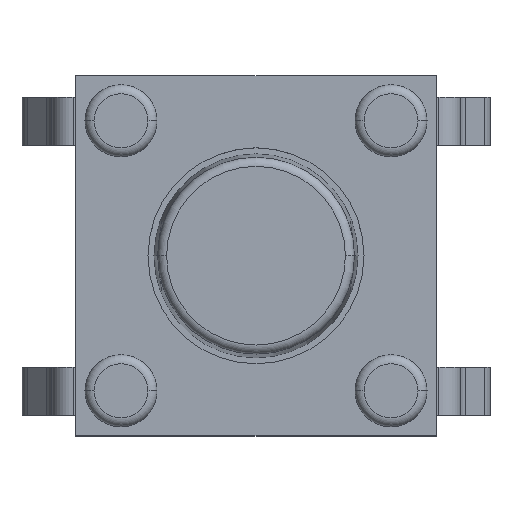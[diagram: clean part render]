
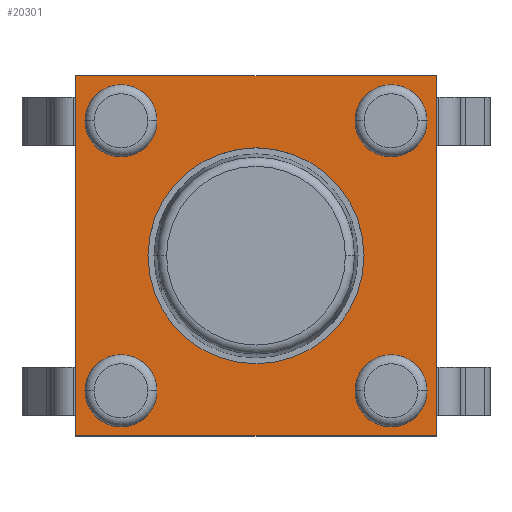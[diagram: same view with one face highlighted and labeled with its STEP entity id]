
A CAD part, top view. The second image highlights one B-rep face of the part: STEP entity #20301.
In plain terms, the highlighted planar face has unit normal (0, 0, 1).
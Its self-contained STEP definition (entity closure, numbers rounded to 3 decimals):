
#332 = ORIENTED_EDGE ( 'NONE', *, *, #1834, .F. ) ;
#421 = EDGE_CURVE ( 'NONE', #15077, #1701, #9313, .T. ) ;
#437 = DIRECTION ( 'NONE',  ( 1., 0., 0. ) ) ;
#649 = EDGE_CURVE ( 'NONE', #14960, #8373, #7833, .T. ) ;
#798 = DIRECTION ( 'NONE',  ( 0., 0., -1. ) ) ;
#1152 = CARTESIAN_POINT ( 'NONE',  ( 0., 0., 3.5 ) ) ;
#1183 = EDGE_CURVE ( 'NONE', #16456, #15720, #17069, .T. ) ;
#1270 = PLANE ( 'NONE',  #14890 ) ;
#1319 = CARTESIAN_POINT ( 'NONE',  ( 3., -3., 3.5 ) ) ;
#1513 = CIRCLE ( 'NONE', #13643, 0.6 ) ;
#1701 = VERTEX_POINT ( 'NONE', #14257 ) ;
#1738 = DIRECTION ( 'NONE',  ( -1., 0., 0. ) ) ;
#1834 = EDGE_CURVE ( 'NONE', #10216, #19346, #22440, .T. ) ;
#1930 = CARTESIAN_POINT ( 'NONE',  ( 2.85, 2.25, 3.5 ) ) ;
#2045 = DIRECTION ( 'NONE',  ( 0., 0., 1. ) ) ;
#2124 = CARTESIAN_POINT ( 'NONE',  ( -1.65, 2.25, 3.5 ) ) ;
#2386 = CARTESIAN_POINT ( 'NONE',  ( -3., -3., 3.5 ) ) ;
#2442 = DIRECTION ( 'NONE',  ( -1., 0., 0. ) ) ;
#2486 = ORIENTED_EDGE ( 'NONE', *, *, #2952, .T. ) ;
#2514 = ORIENTED_EDGE ( 'NONE', *, *, #5656, .F. ) ;
#2708 = AXIS2_PLACEMENT_3D ( 'NONE', #2807, #2045, #437 ) ;
#2777 = CARTESIAN_POINT ( 'NONE',  ( 0., 0., 3.5 ) ) ;
#2807 = CARTESIAN_POINT ( 'NONE',  ( 0., 0., 3.5 ) ) ;
#2952 = EDGE_CURVE ( 'NONE', #21916, #14842, #9260, .T. ) ;
#3130 = EDGE_LOOP ( 'NONE', ( #21969, #8730 ) ) ;
#3349 = CARTESIAN_POINT ( 'NONE',  ( 1.8, 0., 3.5 ) ) ;
#3409 = EDGE_CURVE ( 'NONE', #15720, #16456, #5838, .T. ) ;
#3497 = CARTESIAN_POINT ( 'NONE',  ( -3., -3., 3.5 ) ) ;
#3528 = ORIENTED_EDGE ( 'NONE', *, *, #15169, .F. ) ;
#3702 = CARTESIAN_POINT ( 'NONE',  ( -2.25, -2.25, 3.5 ) ) ;
#3858 = EDGE_LOOP ( 'NONE', ( #3528, #15972 ) ) ;
#4255 = FACE_BOUND ( 'NONE', #3130, .T. ) ;
#5272 = VECTOR ( 'NONE', #12700, 1000. ) ;
#5656 = EDGE_CURVE ( 'NONE', #19346, #10216, #1513, .T. ) ;
#5838 = CIRCLE ( 'NONE', #8082, 0.6 ) ;
#6023 = EDGE_CURVE ( 'NONE', #15241, #21916, #6321, .T. ) ;
#6134 = DIRECTION ( 'NONE',  ( -1., 0., 0. ) ) ;
#6321 = LINE ( 'NONE', #8409, #9634 ) ;
#6593 = AXIS2_PLACEMENT_3D ( 'NONE', #2777, #8424, #10062 ) ;
#6652 = ORIENTED_EDGE ( 'NONE', *, *, #6023, .T. ) ;
#6854 = DIRECTION ( 'NONE',  ( -1., 0., 0. ) ) ;
#6922 = DIRECTION ( 'NONE',  ( -1., 0., 0. ) ) ;
#7172 = ORIENTED_EDGE ( 'NONE', *, *, #649, .F. ) ;
#7355 = CARTESIAN_POINT ( 'NONE',  ( -2.85, 2.25, 3.5 ) ) ;
#7408 = CIRCLE ( 'NONE', #13316, 0.6 ) ;
#7579 = CARTESIAN_POINT ( 'NONE',  ( 1.65, -2.25, 3.5 ) ) ;
#7631 = EDGE_LOOP ( 'NONE', ( #11788, #20380 ) ) ;
#7833 = CIRCLE ( 'NONE', #20771, 0.6 ) ;
#8014 = EDGE_LOOP ( 'NONE', ( #2514, #332 ) ) ;
#8082 = AXIS2_PLACEMENT_3D ( 'NONE', #20876, #15514, #13786 ) ;
#8373 = VERTEX_POINT ( 'NONE', #20388 ) ;
#8409 = CARTESIAN_POINT ( 'NONE',  ( 3., -3., 3.5 ) ) ;
#8424 = DIRECTION ( 'NONE',  ( 0., 0., 1. ) ) ;
#8454 = CIRCLE ( 'NONE', #6593, 1.8 ) ;
#8704 = EDGE_CURVE ( 'NONE', #20014, #10130, #8454, .T. ) ;
#8730 = ORIENTED_EDGE ( 'NONE', *, *, #1183, .F. ) ;
#9097 = VECTOR ( 'NONE', #14096, 1000. ) ;
#9260 = LINE ( 'NONE', #18030, #14293 ) ;
#9313 = CIRCLE ( 'NONE', #12595, 0.6 ) ;
#9582 = FACE_BOUND ( 'NONE', #3858, .T. ) ;
#9634 = VECTOR ( 'NONE', #17280, 1000. ) ;
#9645 = EDGE_LOOP ( 'NONE', ( #20537, #7172 ) ) ;
#10062 = DIRECTION ( 'NONE',  ( 1., 0., 0. ) ) ;
#10073 = CARTESIAN_POINT ( 'NONE',  ( -1.8, 0., 3.5 ) ) ;
#10095 = AXIS2_PLACEMENT_3D ( 'NONE', #15722, #13989, #22698 ) ;
#10126 = AXIS2_PLACEMENT_3D ( 'NONE', #14055, #16015, #1738 ) ;
#10130 = VERTEX_POINT ( 'NONE', #3349 ) ;
#10216 = VERTEX_POINT ( 'NONE', #17051 ) ;
#10943 = ORIENTED_EDGE ( 'NONE', *, *, #15288, .T. ) ;
#11334 = EDGE_LOOP ( 'NONE', ( #6652, #2486, #10943, #13877 ) ) ;
#11428 = VERTEX_POINT ( 'NONE', #2386 ) ;
#11529 = FACE_BOUND ( 'NONE', #7631, .T. ) ;
#11788 = ORIENTED_EDGE ( 'NONE', *, *, #13884, .F. ) ;
#11981 = EDGE_CURVE ( 'NONE', #11428, #15241, #19339, .T. ) ;
#12069 = CARTESIAN_POINT ( 'NONE',  ( -1.65, -2.25, 3.5 ) ) ;
#12595 = AXIS2_PLACEMENT_3D ( 'NONE', #13424, #18768, #18655 ) ;
#12700 = DIRECTION ( 'NONE',  ( 0., -1., 0. ) ) ;
#12888 = CARTESIAN_POINT ( 'NONE',  ( -3., 3., 3.5 ) ) ;
#13316 = AXIS2_PLACEMENT_3D ( 'NONE', #21975, #15133, #6134 ) ;
#13424 = CARTESIAN_POINT ( 'NONE',  ( 2.25, 2.25, 3.5 ) ) ;
#13643 = AXIS2_PLACEMENT_3D ( 'NONE', #18611, #16504, #2442 ) ;
#13786 = DIRECTION ( 'NONE',  ( -1., 0., 0. ) ) ;
#13877 = ORIENTED_EDGE ( 'NONE', *, *, #11981, .T. ) ;
#13884 = EDGE_CURVE ( 'NONE', #1701, #15077, #7408, .T. ) ;
#13989 = DIRECTION ( 'NONE',  ( 0., 0., 1. ) ) ;
#14055 = CARTESIAN_POINT ( 'NONE',  ( -2.25, -2.25, 3.5 ) ) ;
#14096 = DIRECTION ( 'NONE',  ( 1., 0., 0. ) ) ;
#14257 = CARTESIAN_POINT ( 'NONE',  ( 1.65, 2.25, 3.5 ) ) ;
#14293 = VECTOR ( 'NONE', #21289, 1000. ) ;
#14842 = VERTEX_POINT ( 'NONE', #12888 ) ;
#14890 = AXIS2_PLACEMENT_3D ( 'NONE', #1152, #798, #15204 ) ;
#14960 = VERTEX_POINT ( 'NONE', #12069 ) ;
#15077 = VERTEX_POINT ( 'NONE', #1930 ) ;
#15133 = DIRECTION ( 'NONE',  ( 0., 0., 1. ) ) ;
#15169 = EDGE_CURVE ( 'NONE', #10130, #20014, #22628, .T. ) ;
#15204 = DIRECTION ( 'NONE',  ( -1., 0., 0. ) ) ;
#15241 = VERTEX_POINT ( 'NONE', #1319 ) ;
#15288 = EDGE_CURVE ( 'NONE', #14842, #11428, #15929, .T. ) ;
#15514 = DIRECTION ( 'NONE',  ( 0., 0., 1. ) ) ;
#15687 = EDGE_CURVE ( 'NONE', #8373, #14960, #22645, .T. ) ;
#15720 = VERTEX_POINT ( 'NONE', #7355 ) ;
#15722 = CARTESIAN_POINT ( 'NONE',  ( -2.25, 2.25, 3.5 ) ) ;
#15929 = LINE ( 'NONE', #3497, #5272 ) ;
#15972 = ORIENTED_EDGE ( 'NONE', *, *, #8704, .F. ) ;
#16015 = DIRECTION ( 'NONE',  ( 0., 0., 1. ) ) ;
#16456 = VERTEX_POINT ( 'NONE', #2124 ) ;
#16504 = DIRECTION ( 'NONE',  ( 0., 0., 1. ) ) ;
#17051 = CARTESIAN_POINT ( 'NONE',  ( 2.85, -2.25, 3.5 ) ) ;
#17069 = CIRCLE ( 'NONE', #10095, 0.6 ) ;
#17251 = DIRECTION ( 'NONE',  ( 0., 0., 1. ) ) ;
#17270 = AXIS2_PLACEMENT_3D ( 'NONE', #17376, #17251, #6854 ) ;
#17280 = DIRECTION ( 'NONE',  ( 0., 1., 0. ) ) ;
#17376 = CARTESIAN_POINT ( 'NONE',  ( 2.25, -2.25, 3.5 ) ) ;
#17676 = DIRECTION ( 'NONE',  ( 0., 0., 1. ) ) ;
#18030 = CARTESIAN_POINT ( 'NONE',  ( -3., 3., 3.5 ) ) ;
#18611 = CARTESIAN_POINT ( 'NONE',  ( 2.25, -2.25, 3.5 ) ) ;
#18655 = DIRECTION ( 'NONE',  ( -1., 0., 0. ) ) ;
#18701 = FACE_BOUND ( 'NONE', #9645, .T. ) ;
#18768 = DIRECTION ( 'NONE',  ( 0., 0., 1. ) ) ;
#19339 = LINE ( 'NONE', #19560, #9097 ) ;
#19346 = VERTEX_POINT ( 'NONE', #7579 ) ;
#19560 = CARTESIAN_POINT ( 'NONE',  ( -3., -3., 3.5 ) ) ;
#19757 = CARTESIAN_POINT ( 'NONE',  ( 3., 3., 3.5 ) ) ;
#20014 = VERTEX_POINT ( 'NONE', #10073 ) ;
#20301 = ADVANCED_FACE ( 'NONE', ( #20338, #18701, #11529, #4255, #9582, #20557 ), #1270, .F. ) ;
#20338 = FACE_BOUND ( 'NONE', #8014, .T. ) ;
#20380 = ORIENTED_EDGE ( 'NONE', *, *, #421, .F. ) ;
#20388 = CARTESIAN_POINT ( 'NONE',  ( -2.85, -2.25, 3.5 ) ) ;
#20537 = ORIENTED_EDGE ( 'NONE', *, *, #15687, .F. ) ;
#20557 = FACE_OUTER_BOUND ( 'NONE', #11334, .T. ) ;
#20771 = AXIS2_PLACEMENT_3D ( 'NONE', #3702, #17676, #6922 ) ;
#20876 = CARTESIAN_POINT ( 'NONE',  ( -2.25, 2.25, 3.5 ) ) ;
#21289 = DIRECTION ( 'NONE',  ( -1., 0., 0. ) ) ;
#21916 = VERTEX_POINT ( 'NONE', #19757 ) ;
#21969 = ORIENTED_EDGE ( 'NONE', *, *, #3409, .F. ) ;
#21975 = CARTESIAN_POINT ( 'NONE',  ( 2.25, 2.25, 3.5 ) ) ;
#22440 = CIRCLE ( 'NONE', #17270, 0.6 ) ;
#22628 = CIRCLE ( 'NONE', #2708, 1.8 ) ;
#22645 = CIRCLE ( 'NONE', #10126, 0.6 ) ;
#22698 = DIRECTION ( 'NONE',  ( -1., 0., 0. ) ) ;
